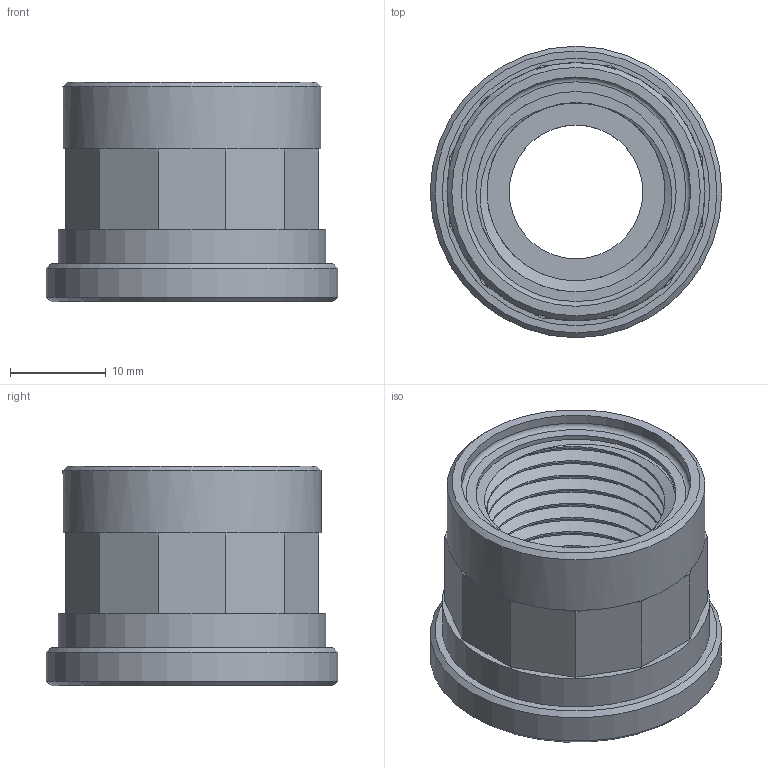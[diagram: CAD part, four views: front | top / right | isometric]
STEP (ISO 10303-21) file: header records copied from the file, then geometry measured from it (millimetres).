
FILE_DESCRIPTION(/* description */ (''),/* implementation_level */ '2;1');
FILE_NAME(/* name */ 'AF0600.EIG.020.step',/* time_stamp */ '2026-01-07T09:33:52+01:00',/* author */ (''),/* organization */ (''),/* preprocessor_version */ 'ST-DEVELOPER v20.1',/* originating_system */ 'Autodesk Translation Framework v14.21.0.0',/* authorisation */ '');
FILE_SCHEMA (('AUTOMOTIVE_DESIGN { 1 0 10303 214 3 1 1 }'));
Length unit declared in the file: millimetre
Products named in the file (1): 2026-01-07-08-32-14-987
Bounding box: 30.5 x 30.5 x 23 mm (x, y, z)
Volume: 7239 mm3; surface area: 5226.6 mm2
Topology: 1 solids, 1 shells, 74 faces, 178 edges, 110 vertices
Faces by surface type: plane 44, cylinder 24, cone 3, bspline 2, torus 1
Full cylindrical faces by diameter (mm): 14 x1, 18.631 x8, 20.955 x8, 24 x1, 27 x1, 28 x1, 30.5 x1
Entity records: 6407 total; most frequent: CARTESIAN_POINT 4698, ORIENTED_EDGE 356, DIRECTION 327, EDGE_CURVE 178, AXIS2_PLACEMENT_3D 119, VERTEX_POINT 110, LINE 89, VECTOR 89
